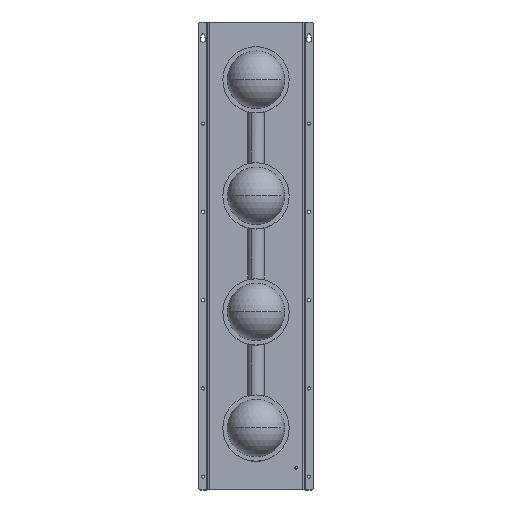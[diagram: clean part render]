
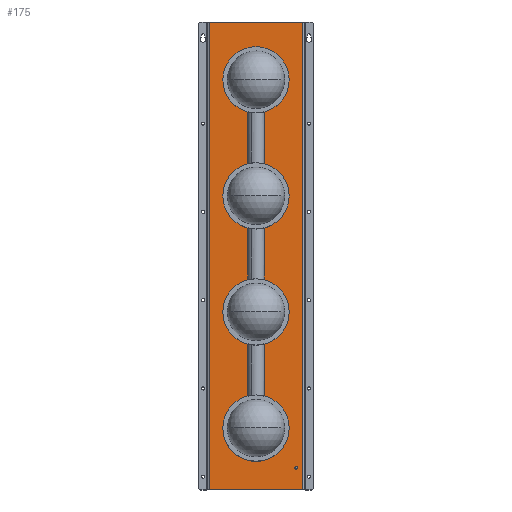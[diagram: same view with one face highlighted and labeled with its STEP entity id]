
A CAD part, top view. The second image highlights one B-rep face of the part: STEP entity #175.
In plain terms, the highlighted planar face has unit normal (0, 0, 1).
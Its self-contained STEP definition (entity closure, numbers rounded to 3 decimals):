
#39 = FACE_BOUND ( 'NONE', #3780, .T. ) ;
#90 = DIRECTION ( 'NONE',  ( -1., 0., 0. ) ) ;
#119 = CARTESIAN_POINT ( 'NONE',  ( 0., 61., 38. ) ) ;
#170 = DIRECTION ( 'NONE',  ( 0., 0., 1. ) ) ;
#175 = ADVANCED_FACE ( 'Defeatured_0_26', ( #3696, #406, #1867, #3326, #39, #1507 ), #2970, .F. ) ;
#203 = AXIS2_PLACEMENT_3D ( 'NONE', #2575, #4053, #756 ) ;
#267 = DIRECTION ( 'NONE',  ( -1., 0., 0. ) ) ;
#276 = DIRECTION ( 'NONE',  ( 0., 0., 1. ) ) ;
#334 = ORIENTED_EDGE ( 'NONE', *, *, #2553, .F. ) ;
#339 = ORIENTED_EDGE ( 'NONE', *, *, #1032, .F. ) ;
#406 = FACE_BOUND ( 'NONE', #3411, .T. ) ;
#424 = CARTESIAN_POINT ( 'NONE',  ( 0., 474., 38. ) ) ;
#440 = CIRCLE ( 'NONE', #3130, 75. ) ;
#498 = EDGE_CURVE ( 'Defeatured_0_59+Defeatured_0_26+Defeatured_0_26+Defeatured_0_26', #1310, #2388, #4127, .T. ) ;
#502 = AXIS2_PLACEMENT_3D ( 'NONE', #2100, #3558, #267 ) ;
#515 = ORIENTED_EDGE ( 'NONE', *, *, #882, .F. ) ;
#640 = DIRECTION ( 'NONE',  ( 0., 0., 1. ) ) ;
#647 = DIRECTION ( 'NONE',  ( -1., 0., 0. ) ) ;
#733 = CIRCLE ( 'NONE', #2808, 75. ) ;
#756 = DIRECTION ( 'NONE',  ( -1., 0., 0. ) ) ;
#882 = EDGE_CURVE ( 'Defeatured_0_54+Defeatured_0_26+Defeatured_0_26+Defeatured_0_26', #4606, #1442, #1811, .T. ) ;
#955 = ORIENTED_EDGE ( 'NONE', *, *, #1489, .F. ) ;
#990 = EDGE_LOOP ( 'NONE', ( #4617, #3551, #1696, #4387 ) ) ;
#1032 = EDGE_CURVE ( 'Defeatured_0_64+Defeatured_0_26+Defeatured_0_26+Defeatured_0_26', #2436, #3282, #2874, .T. ) ;
#1067 = CARTESIAN_POINT ( 'NONE',  ( 0., -315., 38. ) ) ;
#1072 = DIRECTION ( 'NONE',  ( 1., 0., 0. ) ) ;
#1099 = ORIENTED_EDGE ( 'NONE', *, *, #3631, .F. ) ;
#1114 = CIRCLE ( 'NONE', #502, 75. ) ;
#1155 = DIRECTION ( 'NONE',  ( 0., 0., -1. ) ) ;
#1161 = LINE ( 'NONE', #2619, #2047 ) ;
#1179 = CARTESIAN_POINT ( 'NONE',  ( 0., -390., 38. ) ) ;
#1194 = AXIS2_PLACEMENT_3D ( 'NONE', #1179, #2636, #4114 ) ;
#1310 = VERTEX_POINT ( 'NONE', #424 ) ;
#1395 = LINE ( 'NONE', #2854, #3907 ) ;
#1437 = AXIS2_PLACEMENT_3D ( 'NONE', #1585, #3050, #4527 ) ;
#1442 = VERTEX_POINT ( 'NONE', #4239 ) ;
#1447 = CARTESIAN_POINT ( 'NONE',  ( 0., -202., 38. ) ) ;
#1489 = EDGE_CURVE ( 'Defeatured_0_44+Defeatured_0_26+Defeatured_0_26+Defeatured_0_26', #3262, #1717, #733, .T. ) ;
#1507 = FACE_OUTER_BOUND ( 'NONE', #990, .T. ) ;
#1528 = ORIENTED_EDGE ( 'NONE', *, *, #4623, .F. ) ;
#1578 = CARTESIAN_POINT ( 'NONE',  ( 0., 399., 38. ) ) ;
#1585 = CARTESIAN_POINT ( 'NONE',  ( 91., -480., 38. ) ) ;
#1591 = AXIS2_PLACEMENT_3D ( 'NONE', #3938, #640, #2104 ) ;
#1633 = DIRECTION ( 'NONE',  ( -1., 0., 0. ) ) ;
#1692 = CARTESIAN_POINT ( 'NONE',  ( 106., 530., 38. ) ) ;
#1696 = ORIENTED_EDGE ( 'NONE', *, *, #2578, .T. ) ;
#1700 = CARTESIAN_POINT ( 'NONE',  ( 0., -127., 38. ) ) ;
#1717 = VERTEX_POINT ( 'NONE', #3064 ) ;
#1740 = DIRECTION ( 'NONE',  ( -1., 0., 0. ) ) ;
#1797 = CARTESIAN_POINT ( 'NONE',  ( 93.771, -478.851, 38. ) ) ;
#1811 = CIRCLE ( 'NONE', #3903, 75. ) ;
#1867 = FACE_BOUND ( 'NONE', #2938, .T. ) ;
#1920 = LINE ( 'NONE', #3381, #2442 ) ;
#1924 = ORIENTED_EDGE ( 'NONE', *, *, #498, .F. ) ;
#1968 = EDGE_CURVE ( 'Defeatured_0_26+Defeatured_0_4+Defeatured_0_29+Defeatured_0_30', #2230, #3502, #2886, .T. ) ;
#2022 = CARTESIAN_POINT ( 'NONE',  ( -106., 530., 38. ) ) ;
#2045 = VERTEX_POINT ( 'NONE', #4056 ) ;
#2047 = VECTOR ( 'NONE', #4097, 1000. ) ;
#2100 = CARTESIAN_POINT ( 'NONE',  ( 0., -390., 38. ) ) ;
#2104 = DIRECTION ( 'NONE',  ( -1., 0., 0. ) ) ;
#2230 = VERTEX_POINT ( 'NONE', #2415 ) ;
#2334 = CARTESIAN_POINT ( 'NONE',  ( 106., -530., 38. ) ) ;
#2388 = VERTEX_POINT ( 'NONE', #2855 ) ;
#2415 = CARTESIAN_POINT ( 'NONE',  ( -106., -530., 38. ) ) ;
#2416 = VERTEX_POINT ( 'NONE', #1067 ) ;
#2436 = VERTEX_POINT ( 'NONE', #1797 ) ;
#2442 = VECTOR ( 'NONE', #90, 1000. ) ;
#2446 = CIRCLE ( 'NONE', #1591, 75. ) ;
#2477 = CARTESIAN_POINT ( 'NONE',  ( 0., -127., 38. ) ) ;
#2553 = EDGE_CURVE ( 'Defeatured_0_51+Defeatured_0_26+Defeatured_0_26+Defeatured_0_26', #2045, #2416, #3259, .T. ) ;
#2575 = CARTESIAN_POINT ( 'NONE',  ( 91., -480., 38. ) ) ;
#2578 = EDGE_CURVE ( 'Defeatured_0_26+Defeatured_0_14+Defeatured_0_30+Defeatured_0_29', #3860, #4303, #1920, .T. ) ;
#2613 = DIRECTION ( 'NONE',  ( -1., 0., 0. ) ) ;
#2619 = CARTESIAN_POINT ( 'NONE',  ( -106., 0., 38. ) ) ;
#2636 = DIRECTION ( 'NONE',  ( 0., 0., 1. ) ) ;
#2776 = EDGE_LOOP ( 'NONE', ( #2780, #515 ) ) ;
#2780 = ORIENTED_EDGE ( 'NONE', *, *, #4683, .F. ) ;
#2808 = AXIS2_PLACEMENT_3D ( 'NONE', #2477, #3946, #647 ) ;
#2854 = CARTESIAN_POINT ( 'NONE',  ( 106., 0., 38. ) ) ;
#2855 = CARTESIAN_POINT ( 'NONE',  ( 0., 324., 38. ) ) ;
#2874 = CIRCLE ( 'NONE', #203, 3. ) ;
#2886 = LINE ( 'NONE', #4367, #3822 ) ;
#2938 = EDGE_LOOP ( 'NONE', ( #1099, #334 ) ) ;
#2970 = PLANE ( 'NONE',  #4593 ) ;
#3037 = ORIENTED_EDGE ( 'NONE', *, *, #3147, .F. ) ;
#3050 = DIRECTION ( 'NONE',  ( 0., 0., 1. ) ) ;
#3064 = CARTESIAN_POINT ( 'NONE',  ( 0., -52., 38. ) ) ;
#3112 = DIRECTION ( 'NONE',  ( 0., 0., 1. ) ) ;
#3130 = AXIS2_PLACEMENT_3D ( 'NONE', #1700, #3163, #4639 ) ;
#3147 = EDGE_CURVE ( 'Defeatured_0_59+Defeatured_0_26+Defeatured_0_26+Defeatured_0_26', #2388, #1310, #2446, .T. ) ;
#3163 = DIRECTION ( 'NONE',  ( 0., 0., 1. ) ) ;
#3259 = CIRCLE ( 'NONE', #1194, 75. ) ;
#3262 = VERTEX_POINT ( 'NONE', #1447 ) ;
#3268 = AXIS2_PLACEMENT_3D ( 'NONE', #1578, #3112, #4592 ) ;
#3282 = VERTEX_POINT ( 'NONE', #3654 ) ;
#3326 = FACE_BOUND ( 'NONE', #2776, .T. ) ;
#3365 = EDGE_CURVE ( 'Defeatured_0_26+Defeatured_0_29+Defeatured_0_14+Defeatured_0_4', #4303, #2230, #1161, .T. ) ;
#3381 = CARTESIAN_POINT ( 'NONE',  ( -110., 530., 38. ) ) ;
#3411 = EDGE_LOOP ( 'NONE', ( #3741, #955 ) ) ;
#3459 = CARTESIAN_POINT ( 'NONE',  ( 0., 136., 38. ) ) ;
#3502 = VERTEX_POINT ( 'NONE', #2334 ) ;
#3517 = CIRCLE ( 'NONE', #1437, 3. ) ;
#3551 = ORIENTED_EDGE ( 'NONE', *, *, #3973, .T. ) ;
#3558 = DIRECTION ( 'NONE',  ( 0., 0., 1. ) ) ;
#3565 = CARTESIAN_POINT ( 'NONE',  ( 0., 136., 38. ) ) ;
#3631 = EDGE_CURVE ( 'Defeatured_0_51+Defeatured_0_26+Defeatured_0_26+Defeatured_0_26', #2416, #2045, #1114, .T. ) ;
#3654 = CARTESIAN_POINT ( 'NONE',  ( 88.229, -481.149, 38. ) ) ;
#3696 = FACE_BOUND ( 'NONE', #4733, .T. ) ;
#3741 = ORIENTED_EDGE ( 'NONE', *, *, #4534, .F. ) ;
#3780 = EDGE_LOOP ( 'NONE', ( #1924, #3037 ) ) ;
#3822 = VECTOR ( 'NONE', #1072, 1000. ) ;
#3860 = VERTEX_POINT ( 'NONE', #1692 ) ;
#3903 = AXIS2_PLACEMENT_3D ( 'NONE', #3565, #276, #1740 ) ;
#3907 = VECTOR ( 'NONE', #4334, 1000. ) ;
#3914 = CIRCLE ( 'NONE', #4515, 75. ) ;
#3938 = CARTESIAN_POINT ( 'NONE',  ( 0., 399., 38. ) ) ;
#3946 = DIRECTION ( 'NONE',  ( 0., 0., 1. ) ) ;
#3973 = EDGE_CURVE ( 'Defeatured_0_26+Defeatured_0_30+Defeatured_0_4+Defeatured_0_14', #3502, #3860, #1395, .T. ) ;
#4053 = DIRECTION ( 'NONE',  ( 0., 0., 1. ) ) ;
#4056 = CARTESIAN_POINT ( 'NONE',  ( 0., -465., 38. ) ) ;
#4097 = DIRECTION ( 'NONE',  ( 0., -1., 0. ) ) ;
#4114 = DIRECTION ( 'NONE',  ( -1., 0., 0. ) ) ;
#4127 = CIRCLE ( 'NONE', #3268, 75. ) ;
#4239 = CARTESIAN_POINT ( 'NONE',  ( 0., 211., 38. ) ) ;
#4303 = VERTEX_POINT ( 'NONE', #2022 ) ;
#4334 = DIRECTION ( 'NONE',  ( 0., 1., 0. ) ) ;
#4367 = CARTESIAN_POINT ( 'NONE',  ( -110., -530., 38. ) ) ;
#4387 = ORIENTED_EDGE ( 'NONE', *, *, #3365, .T. ) ;
#4450 = CARTESIAN_POINT ( 'NONE',  ( 0., 0., 38. ) ) ;
#4515 = AXIS2_PLACEMENT_3D ( 'NONE', #3459, #170, #1633 ) ;
#4527 = DIRECTION ( 'NONE',  ( -1., 0., 0. ) ) ;
#4534 = EDGE_CURVE ( 'Defeatured_0_44+Defeatured_0_26+Defeatured_0_26+Defeatured_0_26', #1717, #3262, #440, .T. ) ;
#4592 = DIRECTION ( 'NONE',  ( -1., 0., 0. ) ) ;
#4593 = AXIS2_PLACEMENT_3D ( 'NONE', #4450, #1155, #2613 ) ;
#4606 = VERTEX_POINT ( 'NONE', #119 ) ;
#4617 = ORIENTED_EDGE ( 'NONE', *, *, #1968, .T. ) ;
#4623 = EDGE_CURVE ( 'Defeatured_0_64+Defeatured_0_26+Defeatured_0_26+Defeatured_0_26', #3282, #2436, #3517, .T. ) ;
#4639 = DIRECTION ( 'NONE',  ( -1., 0., 0. ) ) ;
#4683 = EDGE_CURVE ( 'Defeatured_0_54+Defeatured_0_26+Defeatured_0_26+Defeatured_0_26', #1442, #4606, #3914, .T. ) ;
#4733 = EDGE_LOOP ( 'NONE', ( #339, #1528 ) ) ;
